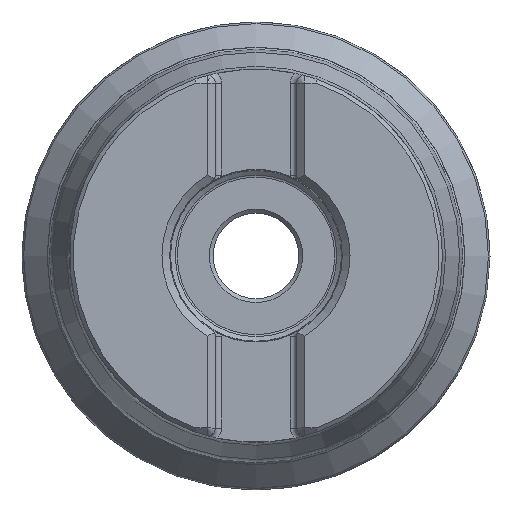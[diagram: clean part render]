
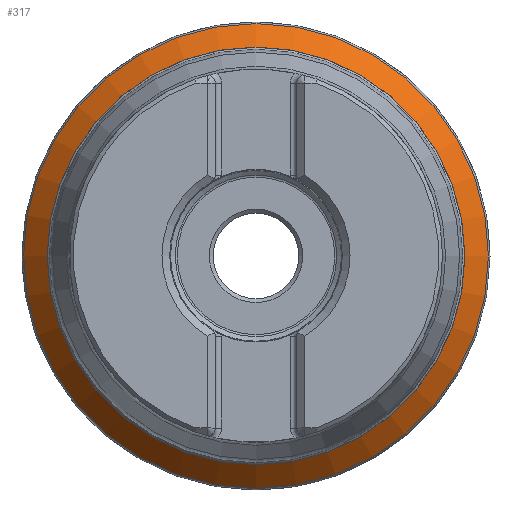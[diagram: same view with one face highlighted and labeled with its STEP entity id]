
A CAD part, top view. The second image highlights one B-rep face of the part: STEP entity #317.
In plain terms, the highlighted face is a revolution surface.
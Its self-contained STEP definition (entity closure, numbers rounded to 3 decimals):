
#317=ADVANCED_FACE('',(#651,#652),#425,.F.);
#425=SURFACE_OF_REVOLUTION('',#479,#452);
#452=AXIS1_PLACEMENT('',#2508,#1837);
#479=B_SPLINE_CURVE_WITH_KNOTS('',5,(#2502,#2503,#2504,#2505,#2506,#2507),
 .UNSPECIFIED.,.F.,.F.,(6,6),(0.,1.),.UNSPECIFIED.);
#531=CIRCLE('',#1601,29.9);
#532=CIRCLE('',#1602,26.874);
#651=FACE_BOUND('',#769,.T.);
#652=FACE_BOUND('',#770,.T.);
#769=EDGE_LOOP('',(#937));
#770=EDGE_LOOP('',(#938));
#937=ORIENTED_EDGE('',*,*,#1416,.F.);
#938=ORIENTED_EDGE('',*,*,#1415,.F.);
#1281=VERTEX_POINT('',#2491);
#1282=VERTEX_POINT('',#2501);
#1415=EDGE_CURVE('',#1281,#1281,#531,.T.);
#1416=EDGE_CURVE('',#1282,#1282,#532,.T.);
#1601=AXIS2_PLACEMENT_3D('',#2490,#1832,#1833);
#1602=AXIS2_PLACEMENT_3D('',#2500,#1835,#1836);
#1832=DIRECTION('',(0.,0.,-1.));
#1833=DIRECTION('',(-1.,0.,0.));
#1835=DIRECTION('',(0.,0.,1.));
#1836=DIRECTION('',(-1.,0.,0.));
#1837=DIRECTION('',(0.,0.,-1.));
#2490=CARTESIAN_POINT('',(0.,0.,-28.701));
#2491=CARTESIAN_POINT('',(-29.9,0.,-28.701));
#2500=CARTESIAN_POINT('',(0.,0.,-25.426));
#2501=CARTESIAN_POINT('',(-26.874,0.,-25.426));
#2502=CARTESIAN_POINT('',(29.9,0.,-28.701));
#2503=CARTESIAN_POINT('',(29.293,0.,-28.048));
#2504=CARTESIAN_POINT('',(28.686,0.,-27.394));
#2505=CARTESIAN_POINT('',(28.081,0.,-26.74));
#2506=CARTESIAN_POINT('',(27.477,0.,-26.084));
#2507=CARTESIAN_POINT('',(26.874,0.,-25.426));
#2508=CARTESIAN_POINT('',(0.,0.,0.));
